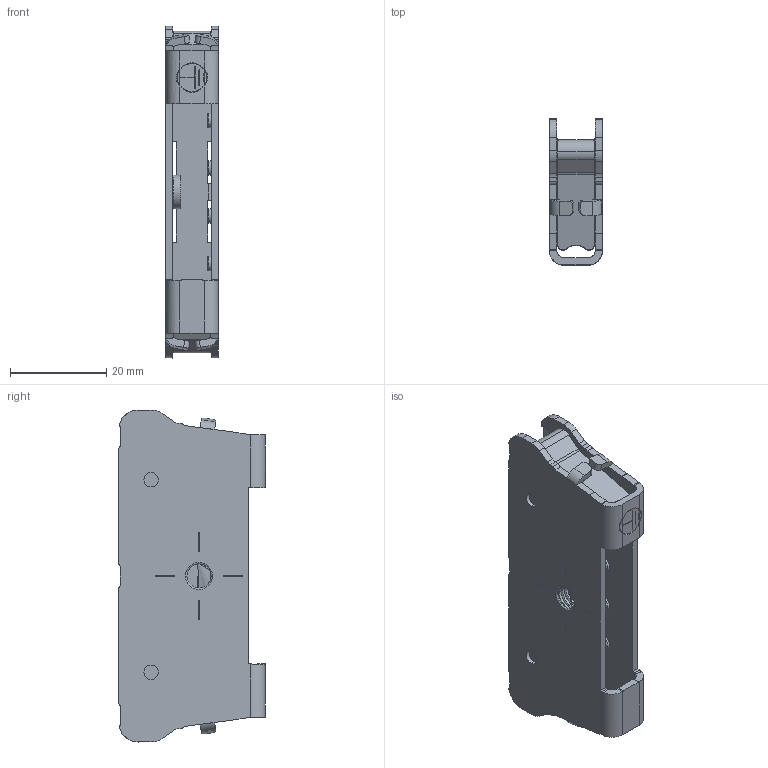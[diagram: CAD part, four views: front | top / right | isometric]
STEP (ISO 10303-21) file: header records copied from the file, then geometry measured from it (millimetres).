
FILE_DESCRIPTION (( 'STEP AP214' ), '1' );
FILE_NAME ('1048-101.STEP', '2024-11-22T10:19:04', ( '' ), ( '' ), 'SwSTEP 2.0', 'SolidWorks 2022', '' );
FILE_SCHEMA (( 'AUTOMOTIVE_DESIGN' ));
Length unit declared in the file: millimetre
Products named in the file (3): 1099-080; 1048-101; 1099-081-13_01_2022_PRT.PRT.1_1
Assembly tree (2 placements, depth 2):
  1048-101
    1099-080
    1099-081-13_01_2022_PRT.PRT.1_1
Bounding box: 11 x 30.4 x 69 mm (x, y, z)
Volume: 6157.2 mm3; surface area: 10195 mm2
Topology: 2 solids, 2 shells, 898 faces, 2541 edges, 1693 vertices
Faces by surface type: plane 629, cylinder 220, bspline 49
Entity records: 43508 total; most frequent: CARTESIAN_POINT 12214, ORIENTED_EDGE 5082, DIRECTION 3470, EDGE_CURVE 2541, VERTEX_POINT 1693, VECTOR 1530, LINE 1530, AXIS2_PLACEMENT_3D 970
